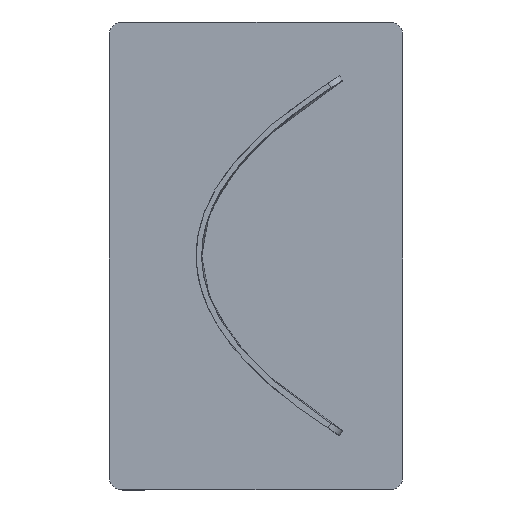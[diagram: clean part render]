
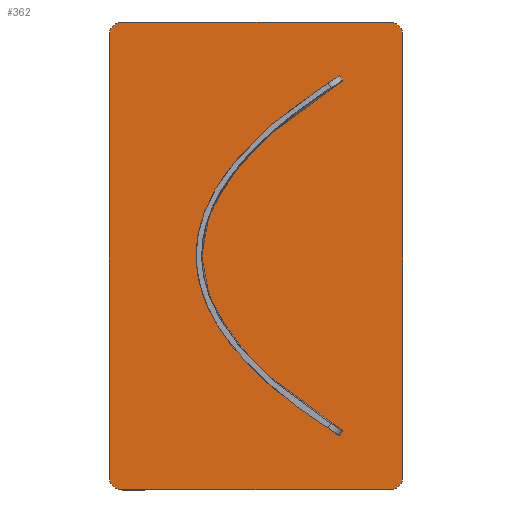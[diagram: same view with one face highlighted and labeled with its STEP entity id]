
A CAD part, top view. The second image highlights one B-rep face of the part: STEP entity #362.
In plain terms, the highlighted face is planar.
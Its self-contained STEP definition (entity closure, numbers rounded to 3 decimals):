
#24=CIRCLE('',#403,2.5);
#26=CIRCLE('',#407,2.5);
#28=CIRCLE('',#411,2.5);
#30=CIRCLE('',#415,2.5);
#51=PLANE('',#416);
#72=FACE_OUTER_BOUND('',#92,.T.);
#92=EDGE_LOOP('',(#320,#321,#322,#323,#324,#325,#326,#327));
#108=LINE('',#871,#136);
#112=LINE('',#883,#140);
#116=LINE('',#895,#144);
#120=LINE('',#907,#148);
#136=VECTOR('',#459,10.);
#140=VECTOR('',#471,10.);
#144=VECTOR('',#483,10.);
#148=VECTOR('',#495,10.);
#178=VERTEX_POINT('',#868);
#179=VERTEX_POINT('',#870);
#181=VERTEX_POINT('',#876);
#183=VERTEX_POINT('',#882);
#185=VERTEX_POINT('',#888);
#187=VERTEX_POINT('',#894);
#189=VERTEX_POINT('',#900);
#191=VERTEX_POINT('',#906);
#218=EDGE_CURVE('',#179,#178,#108,.T.);
#221=EDGE_CURVE('',#181,#179,#24,.T.);
#224=EDGE_CURVE('',#183,#181,#112,.T.);
#227=EDGE_CURVE('',#185,#183,#26,.T.);
#230=EDGE_CURVE('',#187,#185,#116,.T.);
#233=EDGE_CURVE('',#189,#187,#28,.T.);
#236=EDGE_CURVE('',#191,#189,#120,.T.);
#239=EDGE_CURVE('',#178,#191,#30,.T.);
#320=ORIENTED_EDGE('',*,*,#239,.T.);
#321=ORIENTED_EDGE('',*,*,#236,.T.);
#322=ORIENTED_EDGE('',*,*,#233,.T.);
#323=ORIENTED_EDGE('',*,*,#230,.T.);
#324=ORIENTED_EDGE('',*,*,#227,.T.);
#325=ORIENTED_EDGE('',*,*,#224,.T.);
#326=ORIENTED_EDGE('',*,*,#221,.T.);
#327=ORIENTED_EDGE('',*,*,#218,.T.);
#362=ADVANCED_FACE('',(#72),#51,.T.);
#403=AXIS2_PLACEMENT_3D('',#877,#465,#466);
#407=AXIS2_PLACEMENT_3D('',#889,#477,#478);
#411=AXIS2_PLACEMENT_3D('',#901,#489,#490);
#415=AXIS2_PLACEMENT_3D('',#911,#501,#502);
#416=AXIS2_PLACEMENT_3D('',#912,#503,#504);
#459=DIRECTION('',(-1.,0.,0.));
#465=DIRECTION('center_axis',(0.,1.,0.));
#466=DIRECTION('ref_axis',(1.,0.,0.));
#471=DIRECTION('',(0.,0.,-1.));
#477=DIRECTION('center_axis',(0.,1.,0.));
#478=DIRECTION('ref_axis',(0.,0.,1.));
#483=DIRECTION('',(1.,0.,0.));
#489=DIRECTION('center_axis',(0.,1.,0.));
#490=DIRECTION('ref_axis',(-1.,0.,0.));
#495=DIRECTION('',(0.,0.,1.));
#501=DIRECTION('center_axis',(0.,1.,0.));
#502=DIRECTION('ref_axis',(0.,0.,-1.));
#503=DIRECTION('center_axis',(0.,1.,0.));
#504=DIRECTION('ref_axis',(1.,0.,0.));
#868=CARTESIAN_POINT('',(-40.5,1.,-27.));
#870=CARTESIAN_POINT('',(40.5,1.,-27.));
#871=CARTESIAN_POINT('',(-40.5,1.,-27.));
#876=CARTESIAN_POINT('',(43.,1.,-24.5));
#877=CARTESIAN_POINT('Origin',(40.5,1.,-24.5));
#882=CARTESIAN_POINT('',(43.,1.,24.5));
#883=CARTESIAN_POINT('',(43.,1.,-24.5));
#888=CARTESIAN_POINT('',(40.5,1.,27.));
#889=CARTESIAN_POINT('Origin',(40.5,1.,24.5));
#894=CARTESIAN_POINT('',(-40.5,1.,27.));
#895=CARTESIAN_POINT('',(40.5,1.,27.));
#900=CARTESIAN_POINT('',(-43.,1.,24.5));
#901=CARTESIAN_POINT('Origin',(-40.5,1.,24.5));
#906=CARTESIAN_POINT('',(-43.,1.,-24.5));
#907=CARTESIAN_POINT('',(-43.,1.,24.5));
#911=CARTESIAN_POINT('Origin',(-40.5,1.,-24.5));
#912=CARTESIAN_POINT('Origin',(0.,1.,0.));
